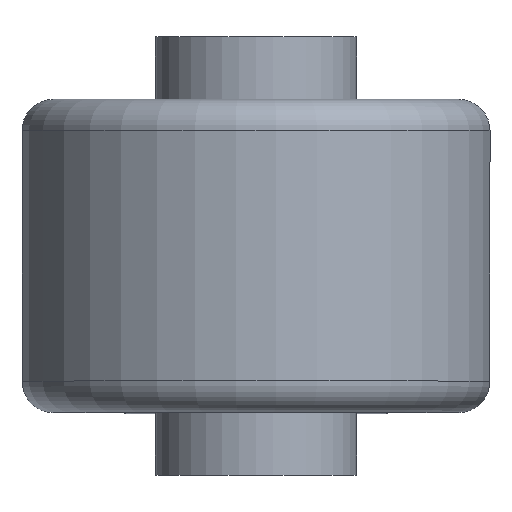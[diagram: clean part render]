
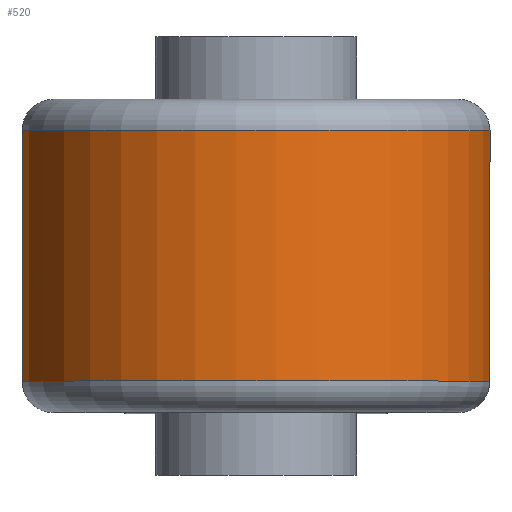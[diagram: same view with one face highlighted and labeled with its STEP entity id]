
A CAD part, top view. The second image highlights one B-rep face of the part: STEP entity #520.
In plain terms, the highlighted cylindrical face has radius 3.75 mm (diameter 7.5 mm), a partial arc.
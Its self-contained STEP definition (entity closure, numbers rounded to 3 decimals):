
#70=FACE_OUTER_BOUND('',#108,.T.);
#108=EDGE_LOOP('',(#441,#442,#443,#444));
#126=LINE('',#958,#150);
#128=LINE('',#962,#152);
#150=VECTOR('',#741,10.);
#152=VECTOR('',#747,10.);
#205=CIRCLE('',#595,3.75);
#207=CIRCLE('',#601,3.75);
#237=VERTEX_POINT('',#917);
#245=VERTEX_POINT('',#935);
#247=VERTEX_POINT('',#941);
#250=VERTEX_POINT('',#948);
#301=EDGE_CURVE('',#247,#250,#205,.T.);
#303=EDGE_CURVE('',#250,#245,#126,.T.);
#305=EDGE_CURVE('',#237,#247,#128,.T.);
#308=EDGE_CURVE('',#245,#237,#207,.T.);
#441=ORIENTED_EDGE('',*,*,#301,.F.);
#442=ORIENTED_EDGE('',*,*,#305,.F.);
#443=ORIENTED_EDGE('',*,*,#308,.F.);
#444=ORIENTED_EDGE('',*,*,#303,.F.);
#489=CYLINDRICAL_SURFACE('',#610,3.75);
#520=ADVANCED_FACE('',(#70),#489,.T.);
#595=AXIS2_PLACEMENT_3D('',#955,#736,#737);
#601=AXIS2_PLACEMENT_3D('',#966,#753,#754);
#610=AXIS2_PLACEMENT_3D('',#986,#782,#783);
#736=DIRECTION('center_axis',(0.,-1.,0.));
#737=DIRECTION('ref_axis',(0.,0.,1.));
#741=DIRECTION('',(0.,1.,0.));
#747=DIRECTION('',(0.,-1.,0.));
#753=DIRECTION('center_axis',(0.,1.,0.));
#754=DIRECTION('ref_axis',(0.,0.,1.));
#782=DIRECTION('center_axis',(0.,1.,0.));
#783=DIRECTION('ref_axis',(0.,0.,1.));
#917=CARTESIAN_POINT('',(3.897,4.5,7.304));
#935=CARTESIAN_POINT('',(-1.397,4.5,7.304));
#941=CARTESIAN_POINT('',(3.897,0.5,7.304));
#948=CARTESIAN_POINT('',(-1.397,0.5,7.304));
#955=CARTESIAN_POINT('Origin',(1.25,0.5,9.96));
#958=CARTESIAN_POINT('',(-1.397,0.,7.304));
#962=CARTESIAN_POINT('',(3.897,0.,7.304));
#966=CARTESIAN_POINT('Origin',(1.25,4.5,9.96));
#986=CARTESIAN_POINT('Origin',(1.25,0.,9.96));
